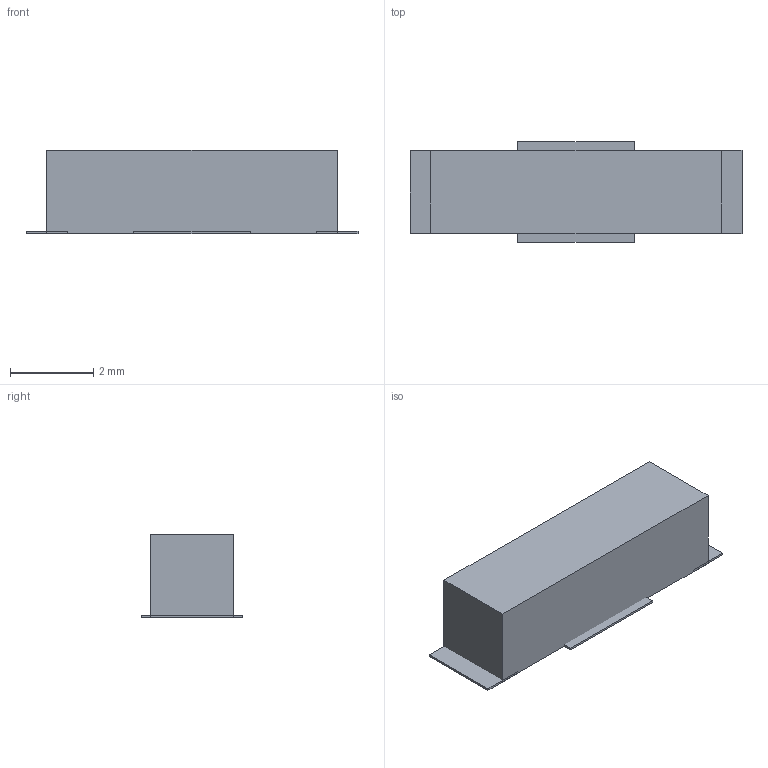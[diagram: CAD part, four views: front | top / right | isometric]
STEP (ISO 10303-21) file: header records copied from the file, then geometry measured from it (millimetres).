
FILE_DESCRIPTION(('FreeCAD Model'),'2;1');
FILE_NAME('2450AT43B100-EB1SMA.step','2017-08-30T11:00:21',('kicad StepUp'),( 'ksu MCAD'),'Open CASCADE STEP processor 6.8','FreeCAD','Unknown');
FILE_SCHEMA(('AUTOMOTIVE_DESIGN_CC2 { 1 2 10303 214 -1 1 5 4 }'));
Length unit declared in the file: millimetre
Products named in the file (2): ASSEMBLY; 2450AT43B100-EB1SMA
Assembly tree (1 placements, depth 2):
  ASSEMBLY
    2450AT43B100-EB1SMA
Bounding box: 8 x 2.43 x 2 mm (x, y, z)
Volume: 28.4 mm3; surface area: 82.3 mm2
Topology: 5 solids, 5 shells, 30 faces, 60 edges, 40 vertices
Faces by surface type: plane 30
Entity records: 997 total; most frequent: CARTESIAN_POINT 132, DIRECTION 124, ORIENTED_EDGE 120, EDGE_CURVE 60, LINE 60, VECTOR 60, VERTEX_POINT 40, AXIS2_PLACEMENT_3D 32
